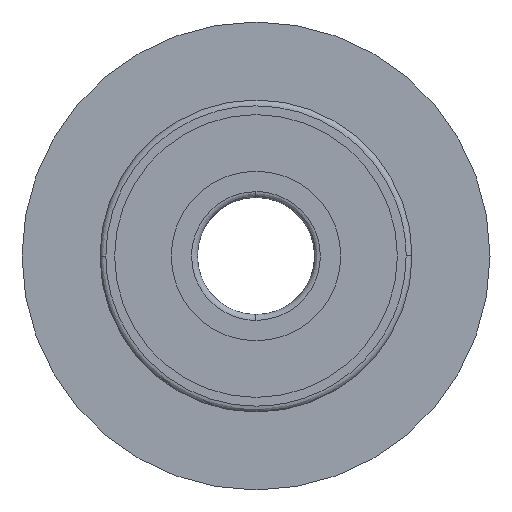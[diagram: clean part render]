
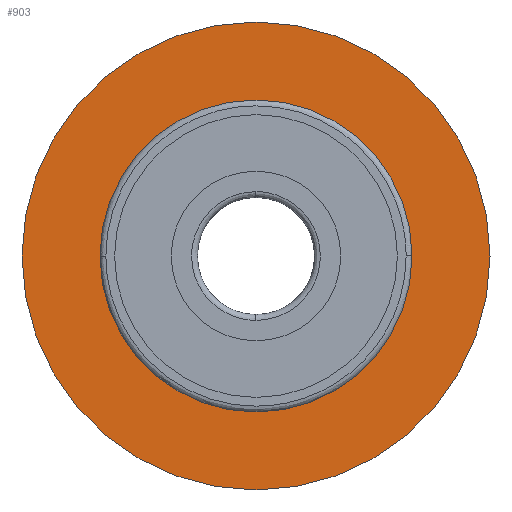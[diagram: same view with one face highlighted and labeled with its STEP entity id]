
A CAD part, left-side view. The second image highlights one B-rep face of the part: STEP entity #903.
In plain terms, the highlighted planar face has unit normal (-1, 0, 0).
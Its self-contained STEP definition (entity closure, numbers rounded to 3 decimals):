
#104 = EDGE_CURVE ( 'NONE', #1934, #2219, #1801, .T. ) ;
#262 = DIRECTION ( 'NONE',  ( 0., 0., -1. ) ) ;
#272 = EDGE_CURVE ( 'NONE', #2559, #1933, #1708, .T. ) ;
#411 = CARTESIAN_POINT ( 'NONE',  ( 0., 0., 0. ) ) ;
#726 = EDGE_LOOP ( 'NONE', ( #1372, #2250 ) ) ;
#812 = CARTESIAN_POINT ( 'NONE',  ( 0., 0., 0. ) ) ;
#903 = ADVANCED_FACE ( 'NONE', ( #2074, #2020 ), #2969, .F. ) ;
#972 = EDGE_CURVE ( 'NONE', #1933, #2559, #1326, .T. ) ;
#1127 = AXIS2_PLACEMENT_3D ( 'NONE', #1787, #3101, #1628 ) ;
#1308 = AXIS2_PLACEMENT_3D ( 'NONE', #411, #2396, #3049 ) ;
#1326 = CIRCLE ( 'NONE', #1488, 4. ) ;
#1372 = ORIENTED_EDGE ( 'NONE', *, *, #1772, .F. ) ;
#1394 = CARTESIAN_POINT ( 'NONE',  ( 0., 0., 6. ) ) ;
#1410 = CARTESIAN_POINT ( 'NONE',  ( 0., 0., 0. ) ) ;
#1457 = DIRECTION ( 'NONE',  ( 1., 0., 0. ) ) ;
#1488 = AXIS2_PLACEMENT_3D ( 'NONE', #1410, #2636, #1914 ) ;
#1628 = DIRECTION ( 'NONE',  ( 0., 0., -1. ) ) ;
#1686 = ORIENTED_EDGE ( 'NONE', *, *, #272, .F. ) ;
#1708 = CIRCLE ( 'NONE', #1308, 4. ) ;
#1744 = DIRECTION ( 'NONE',  ( 0., 0., -1. ) ) ;
#1772 = EDGE_CURVE ( 'NONE', #2219, #1934, #2932, .T. ) ;
#1787 = CARTESIAN_POINT ( 'NONE',  ( 0., 0., 0. ) ) ;
#1801 = CIRCLE ( 'NONE', #2952, 6. ) ;
#1914 = DIRECTION ( 'NONE',  ( 0., 0., -1. ) ) ;
#1933 = VERTEX_POINT ( 'NONE', #3020 ) ;
#1934 = VERTEX_POINT ( 'NONE', #1394 ) ;
#2020 = FACE_BOUND ( 'NONE', #2061, .T. ) ;
#2061 = EDGE_LOOP ( 'NONE', ( #1686, #2815 ) ) ;
#2066 = CARTESIAN_POINT ( 'NONE',  ( 0., 0., -4. ) ) ;
#2074 = FACE_OUTER_BOUND ( 'NONE', #726, .T. ) ;
#2219 = VERTEX_POINT ( 'NONE', #2420 ) ;
#2227 = DIRECTION ( 'NONE',  ( 1., 0., 0. ) ) ;
#2250 = ORIENTED_EDGE ( 'NONE', *, *, #104, .F. ) ;
#2396 = DIRECTION ( 'NONE',  ( -1., 0., 0. ) ) ;
#2420 = CARTESIAN_POINT ( 'NONE',  ( 0., 0., -6. ) ) ;
#2559 = VERTEX_POINT ( 'NONE', #2066 ) ;
#2636 = DIRECTION ( 'NONE',  ( -1., 0., 0. ) ) ;
#2815 = ORIENTED_EDGE ( 'NONE', *, *, #972, .F. ) ;
#2860 = CARTESIAN_POINT ( 'NONE',  ( 0., 0., 0. ) ) ;
#2932 = CIRCLE ( 'NONE', #3031, 6. ) ;
#2952 = AXIS2_PLACEMENT_3D ( 'NONE', #812, #2227, #1744 ) ;
#2969 = PLANE ( 'NONE',  #1127 ) ;
#3020 = CARTESIAN_POINT ( 'NONE',  ( 0., 0., 4. ) ) ;
#3031 = AXIS2_PLACEMENT_3D ( 'NONE', #2860, #1457, #262 ) ;
#3049 = DIRECTION ( 'NONE',  ( 0., 0., -1. ) ) ;
#3101 = DIRECTION ( 'NONE',  ( 1., 0., 0. ) ) ;
